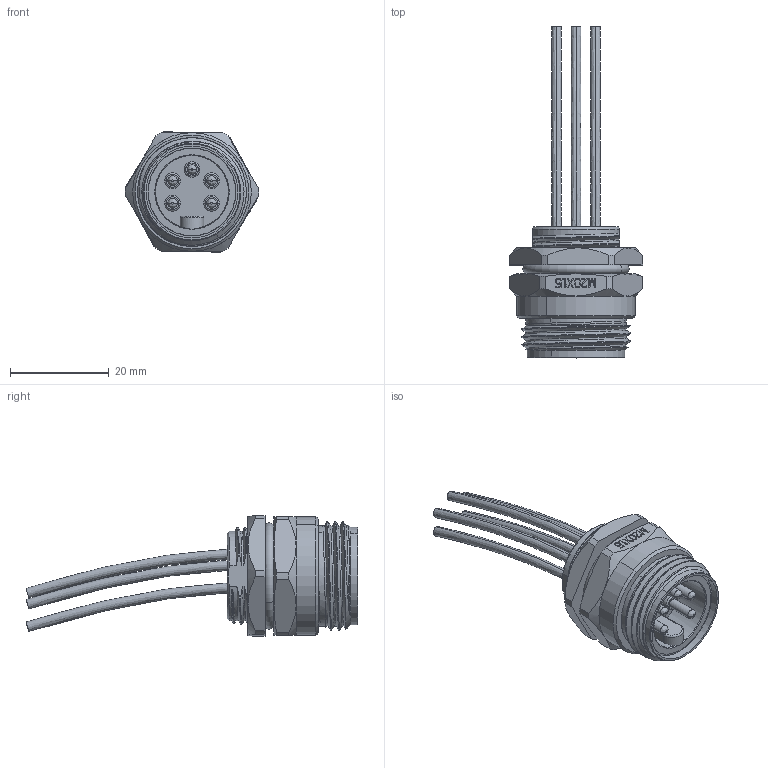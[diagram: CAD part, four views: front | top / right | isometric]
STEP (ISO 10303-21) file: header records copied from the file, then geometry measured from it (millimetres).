
FILE_DESCRIPTION((''),'2;1');
FILE_NAME('7_8-M05-BK-M20_1_5-W0_SW0001','2020-12-17T',('tc.chen'),(''),'PRO/ENGINEER BY PARAMETRIC TECHNOLOGY CORPORATION, 2012480','PRO/ENGINEER BY PARAMETRIC TECHNOLOGY CORPORATION, 2012480','');
FILE_SCHEMA(('AUTOMOTIVE_DESIGN { 1 0 10303 214 1 1 1 1 }'));
Length unit declared in the file: millimetre
Products named in the file (1): 7_8-M05-BK-M20_1_5-W0_SW0001
Bounding box: 27 x 67.17 x 24.42 mm (x, y, z)
Volume: 9500.6 mm3; surface area: 7092.8 mm2
Topology: 1 solids, 1 shells, 535 faces, 1474 edges, 967 vertices
Faces by surface type: plane 360, cylinder 75, bspline 59, cone 27, torus 14
Entity records: 22704 total; most frequent: CARTESIAN_POINT 9294, ORIENTED_EDGE 2948, DIRECTION 2430, EDGE_CURVE 1474, VECTOR 1048, LINE 1048, VERTEX_POINT 967, AXIS2_PLACEMENT_3D 691
